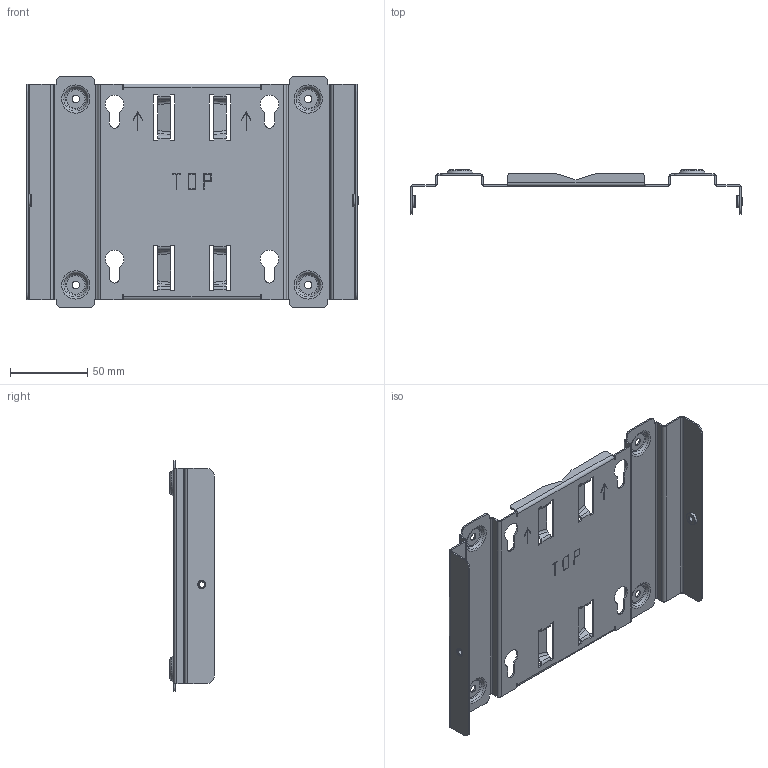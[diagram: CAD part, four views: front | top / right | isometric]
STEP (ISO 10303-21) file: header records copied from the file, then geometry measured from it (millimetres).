
FILE_DESCRIPTION(/* description */ (''),/* implementation_level */ '2;1');
FILE_NAME(/* name */ '6GK8511-1AA00_3d.stp',/* time_stamp */ '2023-04-28T11:03:24+02:00',/* author */ (''),/* organization */ (''),/* preprocessor_version */ 'ST-DEVELOPER v18.102',/* originating_system */ 'SIEMENS PLM Software NX 2027',/* authorisation */ '');
FILE_SCHEMA (('AUTOMOTIVE_DESIGN { 1 0 10303 214 3 1 1 1 }'));
Length unit declared in the file: millimetre
Products named in the file (3): Screw; Body; 1932_6GK8511-1AA00_Simplf
Assembly tree (3 placements, depth 2):
  1932_6GK8511-1AA00_Simplf
    Body
    Screw  x2
Bounding box: 214.26 x 28.6 x 149 mm (x, y, z)
Volume: 38184.2 mm3; surface area: 78190.3 mm2
Topology: 3 solids, 3 shells, 367 faces, 959 edges, 607 vertices
Faces by surface type: plane 225, cylinder 96, bspline 16, torus 16, cone 14
Full cylindrical faces by diameter (mm): 3.422 x2, 4.8 x4, 5.38 x2, 5.4 x2, 7.95 x2
Entity records: 13577 total; most frequent: CARTESIAN_POINT 2258, DIRECTION 1800, ORIENTED_EDGE 1774, EDGE_CURVE 887, LINE 666, VECTOR 666, VERTEX_POINT 577, AXIS2_PLACEMENT_3D 567
